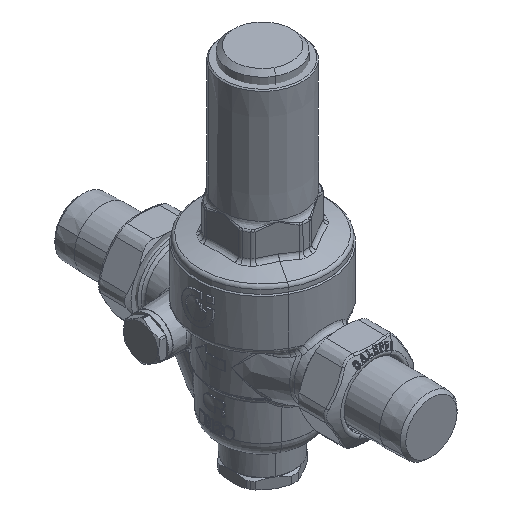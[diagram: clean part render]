
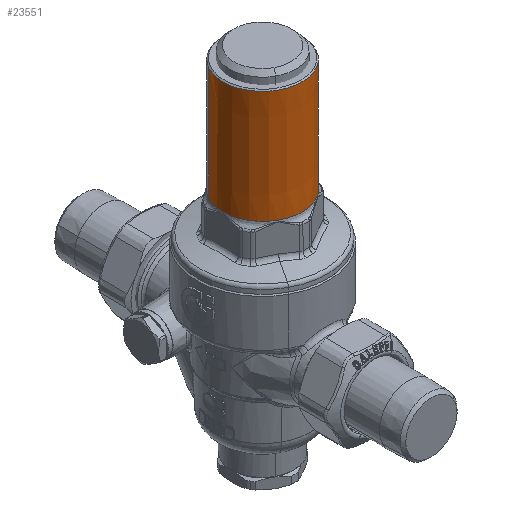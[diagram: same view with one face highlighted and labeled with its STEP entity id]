
A CAD part, isometric view. The second image highlights one B-rep face of the part: STEP entity #23551.
In plain terms, the highlighted conical face has half-angle 0.104 degrees and reference radius 18.002 mm.
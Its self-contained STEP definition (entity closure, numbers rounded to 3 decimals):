
#23373=CARTESIAN_POINT('Vertex',(15.8,-8.632,106.796)) ;
#23376=CARTESIAN_POINT('Axis2P3D Location',(0.,0.,106.796)) ;
#23380=CARTESIAN_POINT('Vertex',(-15.8,8.632,106.796)) ;
#23509=CARTESIAN_POINT('Line Origine',(16.593,-9.065,-392.178)) ;
#23513=CARTESIAN_POINT('Vertex',(15.881,-8.676,55.528)) ;
#23516=CARTESIAN_POINT('Line Origine',(-16.593,9.065,-392.178)) ;
#23520=CARTESIAN_POINT('Vertex',(-15.881,8.676,55.528)) ;
#23535=CARTESIAN_POINT('Axis2P3D Location',(0.,0.,107.821)) ;
#23540=CARTESIAN_POINT('Axis2P3D Location',(0.,0.,55.528)) ;
#23377=DIRECTION('Axis2P3D Direction',(0.,0.,-1.)) ;
#23510=DIRECTION('Vector Direction',(0.002,-0.001,-1.)) ;
#23517=DIRECTION('Vector Direction',(-0.002,0.001,-1.)) ;
#23536=DIRECTION('Axis2P3D Direction',(0.,0.,-1.)) ;
#23537=DIRECTION('Axis2P3D XDirection',(0.479,0.878,0.)) ;
#23541=DIRECTION('Axis2P3D Direction',(0.,0.,-1.)) ;
#23378=AXIS2_PLACEMENT_3D('Circle Axis2P3D',#23376,#23377,$) ;
#23538=AXIS2_PLACEMENT_3D('Cone Axis2P3D',#23535,#23536,#23537) ;
#23542=AXIS2_PLACEMENT_3D('Circle Axis2P3D',#23540,#23541,$) ;
#23546=ORIENTED_EDGE('',*,*,#23522,.F.) ;
#23547=ORIENTED_EDGE('',*,*,#23382,.T.) ;
#23548=ORIENTED_EDGE('',*,*,#23515,.F.) ;
#23549=ORIENTED_EDGE('',*,*,#23544,.F.) ;
#23511=VECTOR('Line Direction',#23510,1.) ;
#23518=VECTOR('Line Direction',#23517,1.) ;
#23551=ADVANCED_FACE('Sheet.2',(#23550),#23539,.F.) ;
#23379=CIRCLE('generated circle',#23378,18.004) ;
#23543=CIRCLE('generated circle',#23542,18.097) ;
#23539=CONICAL_SURFACE('Cone',#23538,18.002,0.002) ;
#23382=EDGE_CURVE('',#23381,#23374,#23379,.F.) ;
#23515=EDGE_CURVE('',#23514,#23374,#23512,.F.) ;
#23522=EDGE_CURVE('',#23381,#23521,#23519,.T.) ;
#23544=EDGE_CURVE('',#23521,#23514,#23543,.F.) ;
#23545=EDGE_LOOP('',(#23546,#23547,#23548,#23549)) ;
#23550=FACE_OUTER_BOUND('',#23545,.T.) ;
#23512=LINE('Line',#23509,#23511) ;
#23519=LINE('Line',#23516,#23518) ;
#23374=VERTEX_POINT('',#23373) ;
#23381=VERTEX_POINT('',#23380) ;
#23514=VERTEX_POINT('',#23513) ;
#23521=VERTEX_POINT('',#23520) ;
